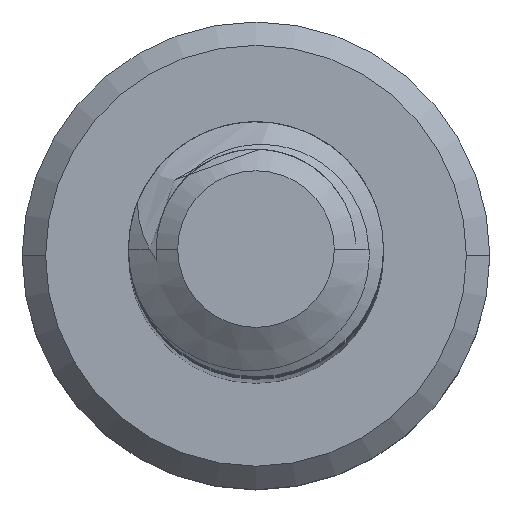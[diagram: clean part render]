
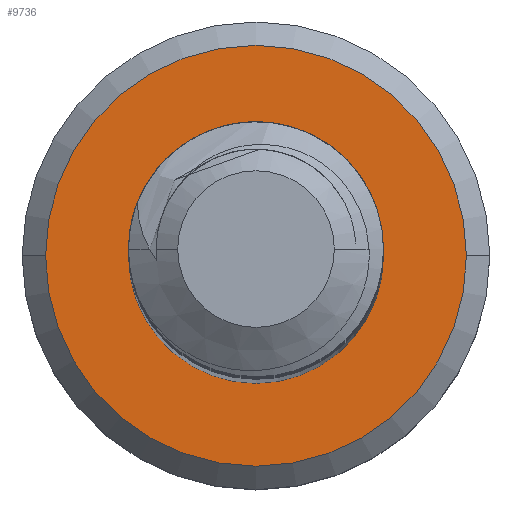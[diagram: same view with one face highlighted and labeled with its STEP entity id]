
A CAD part, top view. The second image highlights one B-rep face of the part: STEP entity #9736.
In plain terms, the highlighted planar face has unit normal (0, 0, 1).
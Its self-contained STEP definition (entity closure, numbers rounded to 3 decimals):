
#6 = CARTESIAN_POINT ( 'NONE',  ( -2.475, 0., -45. ) ) ;
#520 = PLANE ( 'NONE',  #9336 ) ;
#553 = ORIENTED_EDGE ( 'NONE', *, *, #10561, .T. ) ;
#667 = VERTEX_POINT ( 'NONE', #11318 ) ;
#922 = DIRECTION ( 'NONE',  ( -1., 0., 0. ) ) ;
#1417 = ORIENTED_EDGE ( 'NONE', *, *, #2334, .F. ) ;
#1642 = DIRECTION ( 'NONE',  ( 1., 0., 0. ) ) ;
#1676 = DIRECTION ( 'NONE',  ( 0., 0., 1. ) ) ;
#1971 = ORIENTED_EDGE ( 'NONE', *, *, #6158, .T. ) ;
#2013 = ORIENTED_EDGE ( 'NONE', *, *, #9975, .F. ) ;
#2096 = VERTEX_POINT ( 'NONE', #11731 ) ;
#2128 = DIRECTION ( 'NONE',  ( 0., 0., 1. ) ) ;
#2334 = EDGE_CURVE ( 'NONE', #2096, #667, #9398, .T. ) ;
#2380 = DIRECTION ( 'NONE',  ( 0., 0., -1. ) ) ;
#2474 = CARTESIAN_POINT ( 'NONE',  ( 0., 0., -45. ) ) ;
#2723 = EDGE_LOOP ( 'NONE', ( #1417, #2013 ) ) ;
#2744 = VERTEX_POINT ( 'NONE', #6 ) ;
#3702 = AXIS2_PLACEMENT_3D ( 'NONE', #7626, #2128, #8547 ) ;
#5499 = DIRECTION ( 'NONE',  ( 0., 0., 1. ) ) ;
#5978 = FACE_OUTER_BOUND ( 'NONE', #11618, .T. ) ;
#6118 = CARTESIAN_POINT ( 'NONE',  ( 2.475, 0., -45. ) ) ;
#6158 = EDGE_CURVE ( 'NONE', #8305, #2744, #7169, .T. ) ;
#6431 = DIRECTION ( 'NONE',  ( 0., 0., 1. ) ) ;
#6522 = AXIS2_PLACEMENT_3D ( 'NONE', #2474, #1676, #1642 ) ;
#7169 = CIRCLE ( 'NONE', #11583, 2.475 ) ;
#7234 = AXIS2_PLACEMENT_3D ( 'NONE', #11019, #5499, #11936 ) ;
#7626 = CARTESIAN_POINT ( 'NONE',  ( 0., 0., -45. ) ) ;
#8305 = VERTEX_POINT ( 'NONE', #6118 ) ;
#8547 = DIRECTION ( 'NONE',  ( -1., 0., 0. ) ) ;
#8817 = DIRECTION ( 'NONE',  ( -1., 0., 0. ) ) ;
#9336 = AXIS2_PLACEMENT_3D ( 'NONE', #10630, #2380, #8817 ) ;
#9398 = CIRCLE ( 'NONE', #6522, 1.5 ) ;
#9736 = ADVANCED_FACE ( 'NONE', ( #5978, #10882 ), #520, .F. ) ;
#9876 = CIRCLE ( 'NONE', #3702, 2.475 ) ;
#9975 = EDGE_CURVE ( 'NONE', #667, #2096, #11879, .T. ) ;
#10561 = EDGE_CURVE ( 'NONE', #2744, #8305, #9876, .T. ) ;
#10630 = CARTESIAN_POINT ( 'NONE',  ( 0., 0., -45. ) ) ;
#10882 = FACE_BOUND ( 'NONE', #2723, .T. ) ;
#11019 = CARTESIAN_POINT ( 'NONE',  ( 0., 0., -45. ) ) ;
#11318 = CARTESIAN_POINT ( 'NONE',  ( -1.5, 0., -45. ) ) ;
#11583 = AXIS2_PLACEMENT_3D ( 'NONE', #11939, #6431, #922 ) ;
#11618 = EDGE_LOOP ( 'NONE', ( #553, #1971 ) ) ;
#11731 = CARTESIAN_POINT ( 'NONE',  ( 1.5, 0., -45. ) ) ;
#11879 = CIRCLE ( 'NONE', #7234, 1.5 ) ;
#11936 = DIRECTION ( 'NONE',  ( 1., 0., 0. ) ) ;
#11939 = CARTESIAN_POINT ( 'NONE',  ( 0., 0., -45. ) ) ;
